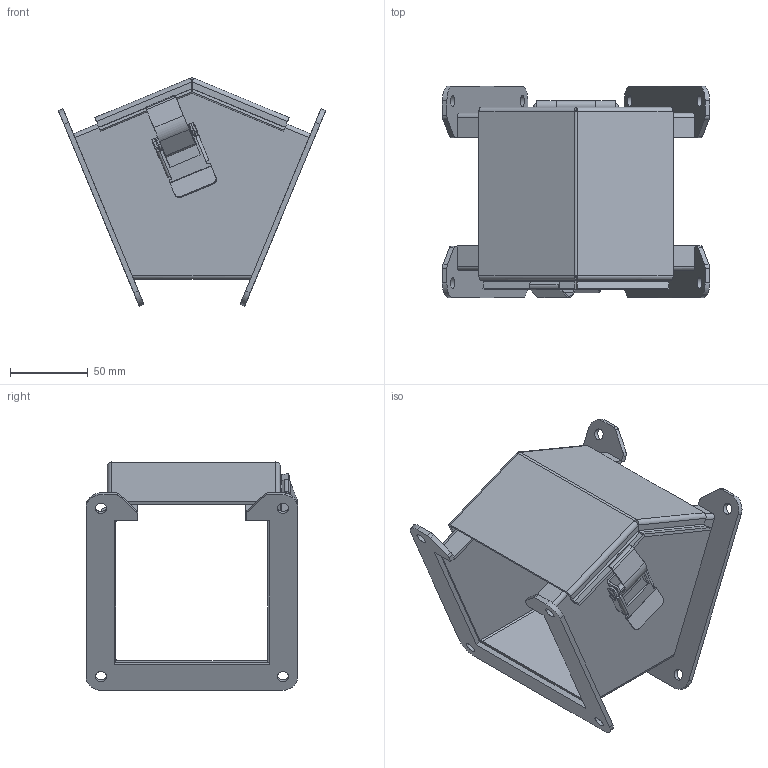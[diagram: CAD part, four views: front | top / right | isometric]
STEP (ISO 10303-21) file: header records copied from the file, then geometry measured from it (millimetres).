
FILE_DESCRIPTION (( 'STEP AP203' ), '1' );
FILE_NAME ('1485C4Q.step', '2020-11-19T14:31:43', ( 'ADC123' ), ( 'Microsoft' ), 'SwSTEP 2.0', 'SolidWorks 2019', '' );
FILE_SCHEMA (( 'CONFIG_CONTROL_DESIGN' ));
Length unit declared in the file: inch
Products named in the file (1): 1485C4Q
Bounding box: 172.39 x 136.73 x 147.42 mm (x, y, z)
Volume: 155958.9 mm3; surface area: 161677.4 mm2
Topology: 10 solids, 10 shells, 297 faces, 767 edges, 492 vertices
Faces by surface type: plane 176, cylinder 109, bspline 12
Full cylindrical faces by diameter (mm): 3.175 x2, 3.302 x2, 3.969 x2, 4.166 x2, 4.763 x3, 7.137 x8
Entity records: 9510 total; most frequent: CARTESIAN_POINT 2188, ORIENTED_EDGE 1486, DIRECTION 1486, EDGE_CURVE 743, LINE 512, VECTOR 512, VERTEX_POINT 491, AXIS2_PLACEMENT_3D 487
